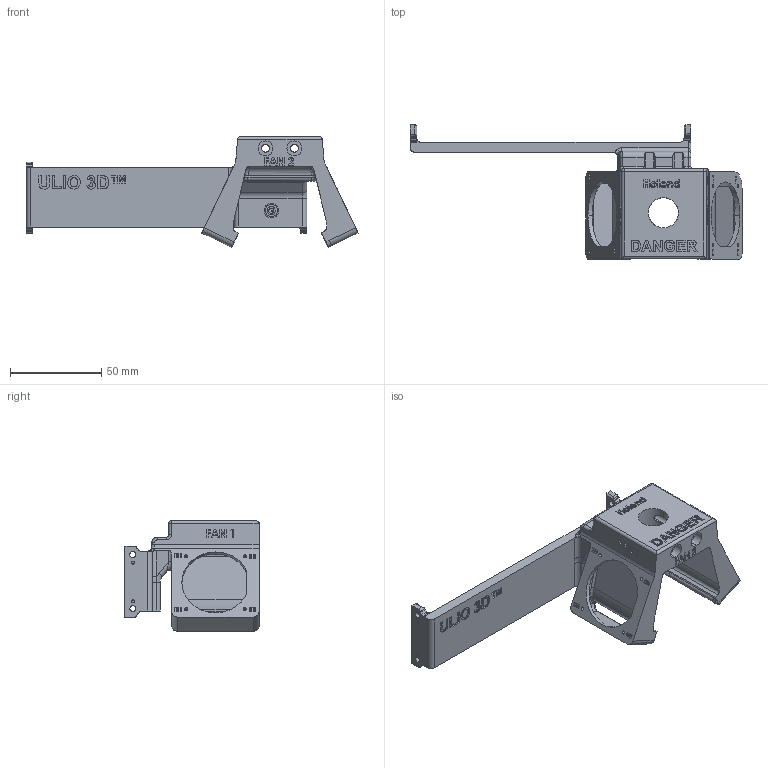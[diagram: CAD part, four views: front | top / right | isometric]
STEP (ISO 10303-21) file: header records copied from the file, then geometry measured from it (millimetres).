
FILE_DESCRIPTION (( 'STEP AP203' ), '1' );
FILE_NAME ('G-Hot end carrier rev1-en (06 7 2017).STEP', '2017-07-06T19:53:51', ( '' ), ( '' ), 'SwSTEP 2.0', 'SolidWorks 2013', '' );
FILE_SCHEMA (( 'CONFIG_CONTROL_DESIGN' ));
Products named in the file (1): G-Hot end carrier rev1-en (06 7 2017)
Bounding box: 181.65 x 73.38 x 60.49 mm (x, y, z)
Volume: 87887.1 mm3; surface area: 41302.5 mm2
Topology: 1 solids, 1 shells, 877 faces, 2312 edges, 1500 vertices
Faces by surface type: plane 518, cylinder 170, bspline 152, torus 31, sphere 6
Entity records: 35010 total; most frequent: CARTESIAN_POINT 14310, ORIENTED_EDGE 4608, DIRECTION 3656, EDGE_CURVE 2304, VECTOR 1566, LINE 1566, VERTEX_POINT 1500, AXIS2_PLACEMENT_3D 1045
